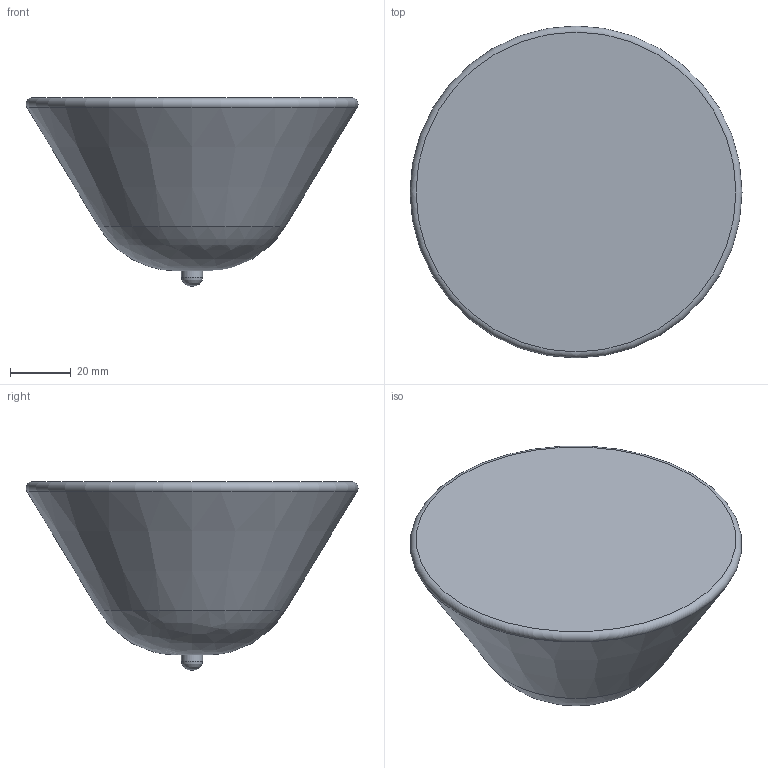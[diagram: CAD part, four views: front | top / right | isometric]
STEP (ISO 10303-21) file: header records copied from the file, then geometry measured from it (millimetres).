
FILE_DESCRIPTION(/* description */ (''),/* implementation_level */ '2;1');
FILE_NAME(/* name */ 'cupAbreast.step',/* time_stamp */ '2022-02-13T20:32:56-05:00',/* author */ (''),/* organization */ (''),/* preprocessor_version */ 'ST-DEVELOPER v18.1',/* originating_system */ 'Autodesk Translation Framework v10.13.0.1454',/* authorisation */ '');
FILE_SCHEMA (('AUTOMOTIVE_DESIGN { 1 0 10303 214 3 1 1 }'));
Length unit declared in the file: millimetre
Products named in the file (1): cupAbreast
Bounding box: 109.33 x 109.33 x 62 mm (x, y, z)
Volume: 284543.9 mm3; surface area: 26314.1 mm2
Topology: 1 solids, 1 shells, 8 faces, 14 edges, 9 vertices
Faces by surface type: plane 3, bspline 2, torus 1, cone 1, cylinder 1
Full cylindrical faces by diameter (mm): 7 x1
Entity records: 279 total; most frequent: CARTESIAN_POINT 84, DIRECTION 40, ORIENTED_EDGE 28, AXIS2_PLACEMENT_3D 19, EDGE_CURVE 14, CIRCLE 12, EDGE_LOOP 9, VERTEX_POINT 9
